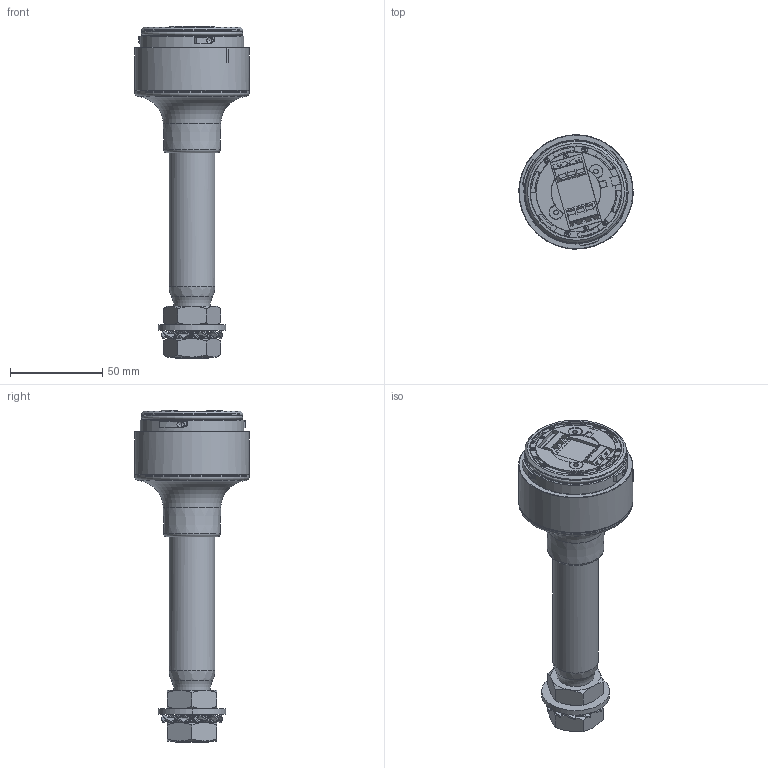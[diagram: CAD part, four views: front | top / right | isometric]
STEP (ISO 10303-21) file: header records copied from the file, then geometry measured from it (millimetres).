
FILE_DESCRIPTION(/* description */ (''),/* implementation_level */ '2;1');
FILE_NAME(/* name */ 'YSW.stp',/* time_stamp */ '2013-03-25T10:43:14+01:00',/* author */ (''),/* organization */ (''),/* preprocessor_version */ 'ST-DEVELOPER v11',/* originating_system */ 'SIEMENS PLM Software NX 7.5',/* authorisation */ '');
FILE_SCHEMA (('AUTOMOTIVE_DESIGN { 1 0 10303 214 1 1 1 1 }'));
Products named in the file (1): m.ne398E7gm7
Bounding box: 62 x 62 x 180.08 mm (x, y, z)
Volume: 141640.6 mm3; surface area: 52935.4 mm2
Topology: 6 solids, 10 shells, 1186 faces, 2928 edges, 1729 vertices
Faces by surface type: plane 344, bspline 284, cone 156, cylinder 152, torus 123, sphere 104, extrusion 23
Full cylindrical faces by diameter (mm): 2.5 x2, 3 x4, 15.8 x1, 17.3 x2, 19.8 x16, 20.8 x1, 21 x1, 21.8 x1, 22.8 x1, 24.8 x2, 55.1 x1, 62 x2
Entity records: 46978 total; most frequent: CARTESIAN_POINT 22375, ORIENTED_EDGE 5420, DIRECTION 4641, EDGE_CURVE 2710, AXIS2_PLACEMENT_3D 1910, VERTEX_POINT 1652, EDGE_LOOP 1272, ADVANCED_FACE 1170
